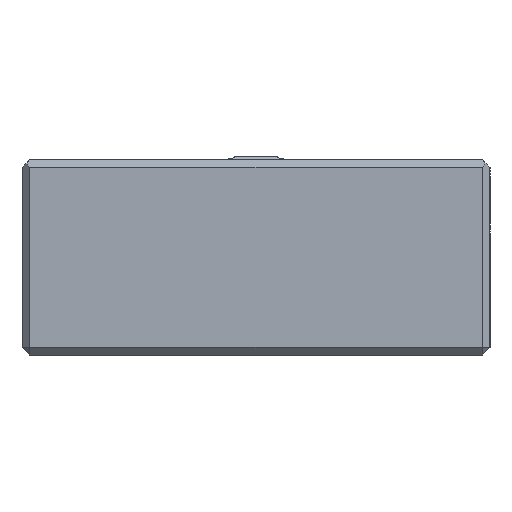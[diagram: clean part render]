
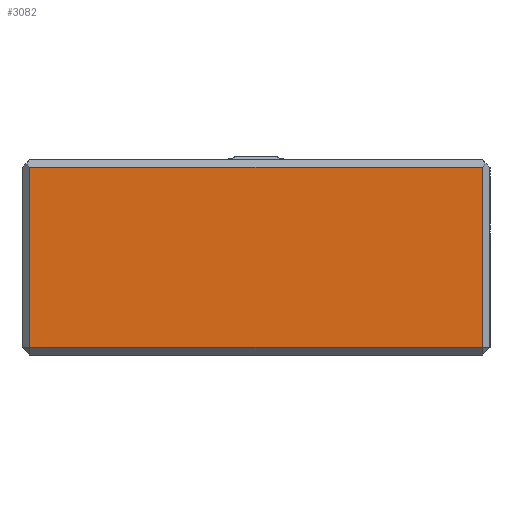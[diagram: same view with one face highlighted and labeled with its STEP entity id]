
A CAD part, left-side view. The second image highlights one B-rep face of the part: STEP entity #3082.
In plain terms, the highlighted planar face has unit normal (-1, 0, 0).
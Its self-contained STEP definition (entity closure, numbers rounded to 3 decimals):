
#333 = LINE ( 'NONE', #3607, #4688 ) ;
#563 = CARTESIAN_POINT ( 'NONE',  ( -60., 59.5, 49.309 ) ) ;
#684 = EDGE_LOOP ( 'NONE', ( #1832, #2154, #1182, #2142 ) ) ;
#744 = CARTESIAN_POINT ( 'NONE',  ( -60., -61.5, 49.309 ) ) ;
#1113 = VERTEX_POINT ( 'NONE', #563 ) ;
#1142 = LINE ( 'NONE', #2170, #1901 ) ;
#1182 = ORIENTED_EDGE ( 'NONE', *, *, #5983, .T. ) ;
#1253 = CARTESIAN_POINT ( 'NONE',  ( -60., 59.5, 2. ) ) ;
#1439 = CARTESIAN_POINT ( 'NONE',  ( -60., -61.5, 0. ) ) ;
#1832 = ORIENTED_EDGE ( 'NONE', *, *, #3716, .T. ) ;
#1901 = VECTOR ( 'NONE', #3100, 1000. ) ;
#2142 = ORIENTED_EDGE ( 'NONE', *, *, #3973, .T. ) ;
#2154 = ORIENTED_EDGE ( 'NONE', *, *, #4744, .T. ) ;
#2170 = CARTESIAN_POINT ( 'NONE',  ( -60., -59.5, 49.309 ) ) ;
#2187 = DIRECTION ( 'NONE',  ( 0., 0., -1. ) ) ;
#2288 = VECTOR ( 'NONE', #4502, 1000. ) ;
#2467 = PLANE ( 'NONE',  #3456 ) ;
#2752 = LINE ( 'NONE', #5583, #4145 ) ;
#3082 = ADVANCED_FACE ( 'NONE', ( #5640 ), #2467, .T. ) ;
#3100 = DIRECTION ( 'NONE',  ( 0., 0., 1. ) ) ;
#3249 = DIRECTION ( 'NONE',  ( 0., -1., 0. ) ) ;
#3456 = AXIS2_PLACEMENT_3D ( 'NONE', #1439, #4320, #5752 ) ;
#3607 = CARTESIAN_POINT ( 'NONE',  ( -60., 59.5, 0. ) ) ;
#3716 = EDGE_CURVE ( 'NONE', #4301, #5654, #1142, .T. ) ;
#3973 = EDGE_CURVE ( 'NONE', #4099, #4301, #2752, .T. ) ;
#4078 = LINE ( 'NONE', #744, #2288 ) ;
#4099 = VERTEX_POINT ( 'NONE', #1253 ) ;
#4145 = VECTOR ( 'NONE', #3249, 1000. ) ;
#4301 = VERTEX_POINT ( 'NONE', #5639 ) ;
#4320 = DIRECTION ( 'NONE',  ( -1., 0., 0. ) ) ;
#4502 = DIRECTION ( 'NONE',  ( 0., 1., 0. ) ) ;
#4688 = VECTOR ( 'NONE', #2187, 1000. ) ;
#4744 = EDGE_CURVE ( 'NONE', #5654, #1113, #4078, .T. ) ;
#5583 = CARTESIAN_POINT ( 'NONE',  ( -60., -61.5, 2. ) ) ;
#5639 = CARTESIAN_POINT ( 'NONE',  ( -60., -59.5, 2. ) ) ;
#5640 = FACE_OUTER_BOUND ( 'NONE', #684, .T. ) ;
#5654 = VERTEX_POINT ( 'NONE', #5935 ) ;
#5752 = DIRECTION ( 'NONE',  ( 0., 0., 1. ) ) ;
#5935 = CARTESIAN_POINT ( 'NONE',  ( -60., -59.5, 49.309 ) ) ;
#5983 = EDGE_CURVE ( 'NONE', #1113, #4099, #333, .T. ) ;
